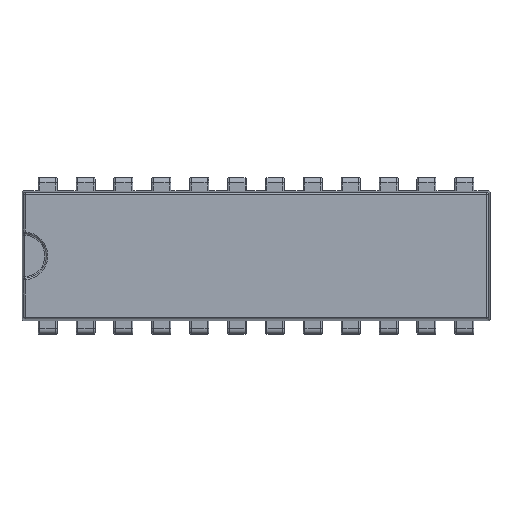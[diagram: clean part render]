
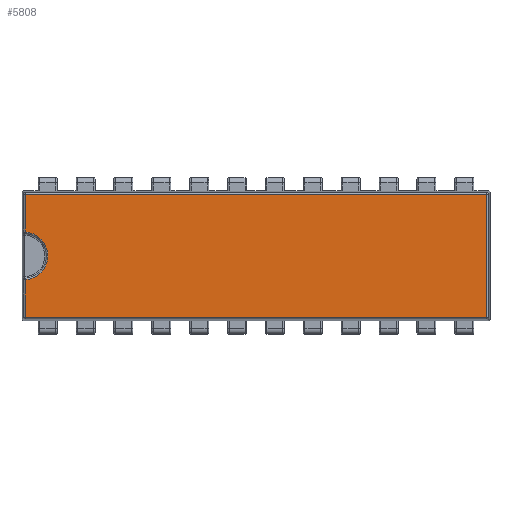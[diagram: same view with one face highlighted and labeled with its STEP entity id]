
A CAD part, top view. The second image highlights one B-rep face of the part: STEP entity #5808.
In plain terms, the highlighted planar face has unit normal (0, 0, 1).
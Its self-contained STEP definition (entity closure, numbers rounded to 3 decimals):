
#259=PLANE('',#6390);
#511=FACE_OUTER_BOUND('',#829,.T.);
#829=EDGE_LOOP('',(#4650,#4651,#4652,#4653,#4654,#4655));
#1476=LINE('',#10160,#2028);
#1477=LINE('',#10164,#2029);
#1478=LINE('',#10166,#2030);
#1479=LINE('',#10168,#2031);
#1480=LINE('',#10169,#2032);
#2028=VECTOR('',#7872,10.);
#2029=VECTOR('',#7877,10.);
#2030=VECTOR('',#7878,10.);
#2031=VECTOR('',#7879,10.);
#2032=VECTOR('',#7880,10.);
#2254=CIRCLE('',#6380,1.6);
#2787=VERTEX_POINT('',#10116);
#2788=VERTEX_POINT('',#10118);
#2794=VERTEX_POINT('',#10159);
#2795=VERTEX_POINT('',#10163);
#2796=VERTEX_POINT('',#10165);
#2797=VERTEX_POINT('',#10167);
#3526=EDGE_CURVE('',#2788,#2787,#2254,.T.);
#3536=EDGE_CURVE('',#2787,#2794,#1476,.T.);
#3538=EDGE_CURVE('',#2795,#2788,#1477,.T.);
#3539=EDGE_CURVE('',#2796,#2795,#1478,.T.);
#3540=EDGE_CURVE('',#2797,#2796,#1479,.T.);
#3541=EDGE_CURVE('',#2794,#2797,#1480,.T.);
#4650=ORIENTED_EDGE('',*,*,#3526,.F.);
#4651=ORIENTED_EDGE('',*,*,#3538,.F.);
#4652=ORIENTED_EDGE('',*,*,#3539,.F.);
#4653=ORIENTED_EDGE('',*,*,#3540,.F.);
#4654=ORIENTED_EDGE('',*,*,#3541,.F.);
#4655=ORIENTED_EDGE('',*,*,#3536,.F.);
#5808=ADVANCED_FACE('',(#511),#259,.T.);
#6380=AXIS2_PLACEMENT_3D('',#10120,#7849,#7850);
#6390=AXIS2_PLACEMENT_3D('',#10162,#7875,#7876);
#7849=DIRECTION('center_axis',(0.,0.,1.));
#7850=DIRECTION('ref_axis',(1.,0.,0.));
#7872=DIRECTION('',(0.,1.,0.));
#7875=DIRECTION('center_axis',(0.,0.,1.));
#7876=DIRECTION('ref_axis',(1.,0.,0.));
#7877=DIRECTION('',(0.,1.,0.));
#7878=DIRECTION('',(-1.,0.,0.));
#7879=DIRECTION('',(0.,-1.,0.));
#7880=DIRECTION('',(1.,0.,0.));
#10116=CARTESIAN_POINT('',(-0.772,6.957,3.85));
#10118=CARTESIAN_POINT('',(-0.772,3.763,3.85));
#10120=CARTESIAN_POINT('Origin',(-0.865,5.36,3.85));
#10159=CARTESIAN_POINT('',(-0.772,9.492,3.85));
#10160=CARTESIAN_POINT('',(-0.772,6.45,3.85));
#10162=CARTESIAN_POINT('Origin',(14.69,5.36,3.85));
#10163=CARTESIAN_POINT('',(-0.772,1.228,3.85));
#10164=CARTESIAN_POINT('',(-0.772,6.45,3.85));
#10165=CARTESIAN_POINT('',(30.152,1.228,3.85));
#10166=CARTESIAN_POINT('',(10.768,1.228,3.85));
#10167=CARTESIAN_POINT('',(30.152,9.492,3.85));
#10168=CARTESIAN_POINT('',(30.152,4.27,3.85));
#10169=CARTESIAN_POINT('',(18.613,9.492,3.85));
